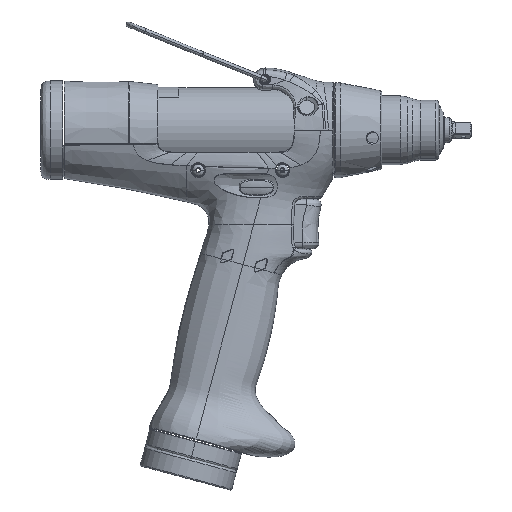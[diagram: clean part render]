
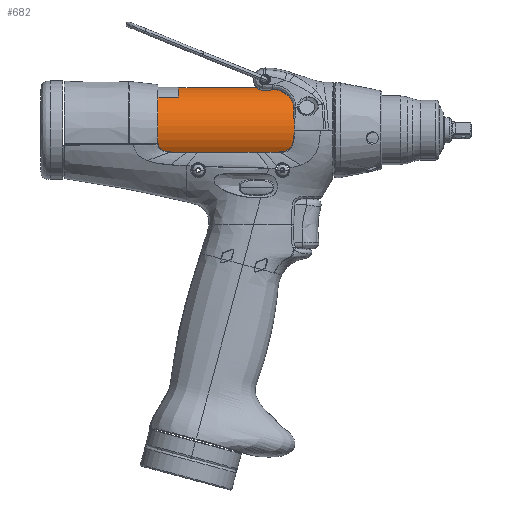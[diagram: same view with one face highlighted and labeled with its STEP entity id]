
A CAD part, top view. The second image highlights one B-rep face of the part: STEP entity #682.
In plain terms, the highlighted cylindrical face has radius 20.229 mm (diameter 40.457 mm), a partial arc.
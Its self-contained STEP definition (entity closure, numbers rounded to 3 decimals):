
#580=DIRECTION('',(1.,0.,0.));
#581=VECTOR('',#580,66.03);
#582=CARTESIAN_POINT('',(-91.53,20.229,0.));
#583=LINE('',#582,#581);
#589=CARTESIAN_POINT('',(-91.03,-16.184,12.136));
#590=CARTESIAN_POINT('',(-91.098,-16.184,12.136));
#591=CARTESIAN_POINT('',(-91.224,-16.167,12.158));
#592=CARTESIAN_POINT('',(-91.393,-16.101,12.245));
#593=CARTESIAN_POINT('',(-91.503,-15.998,12.38));
#594=CARTESIAN_POINT('',(-91.53,-15.919,12.481));
#595=CARTESIAN_POINT('',(-91.53,-15.876,12.535));
#597=CARTESIAN_POINT('',(-91.53,0.,0.));
#598=DIRECTION('',(-1.,0.,0.));
#599=DIRECTION('',(0.,-0.785,0.62));
#600=AXIS2_PLACEMENT_3D('',#597,#598,#599);
#602=CARTESIAN_POINT('',(-25.5,0.,0.));
#603=DIRECTION('',(1.,0.,0.));
#604=DIRECTION('',(0.,1.,0.));
#605=AXIS2_PLACEMENT_3D('',#602,#603,#604);
#607=CARTESIAN_POINT('',(-25.5,-15.876,12.535));
#608=CARTESIAN_POINT('',(-25.5,-15.919,12.481));
#609=CARTESIAN_POINT('',(-25.527,-15.998,12.38));
#610=CARTESIAN_POINT('',(-25.637,-16.101,12.245));
#611=CARTESIAN_POINT('',(-25.806,-16.167,12.158));
#612=CARTESIAN_POINT('',(-25.932,-16.184,12.136));
#613=CARTESIAN_POINT('',(-26.,-16.184,12.136));
#615=DIRECTION('',(-1.,0.,0.));
#616=VECTOR('',#615,50.53);
#617=CARTESIAN_POINT('',(-26.,-16.184,12.136));
#618=LINE('',#617,#616);
#619=DIRECTION('',(-1.,0.,0.));
#620=VECTOR('',#619,14.5);
#621=CARTESIAN_POINT('',(-76.53,-16.184,12.136));
#622=LINE('',#621,#620);
#627=CARTESIAN_POINT('',(-25.5,20.229,0.));
#628=VERTEX_POINT('',#627);
#629=CARTESIAN_POINT('',(-91.53,20.229,0.));
#630=VERTEX_POINT('',#629);
#631=VERTEX_POINT('',#595);
#632=VERTEX_POINT('',#589);
#633=CARTESIAN_POINT('',(-25.5,-15.876,12.535));
#634=VERTEX_POINT('',#633);
#635=VERTEX_POINT('',#613);
#638=CARTESIAN_POINT('',(-76.53,-16.184,12.136));
#639=VERTEX_POINT('',#638);
#662=CARTESIAN_POINT('',(-91.53,0.,0.));
#663=DIRECTION('',(1.,0.,0.));
#664=DIRECTION('',(0.,1.,0.));
#665=AXIS2_PLACEMENT_3D('',#662,#663,#664);
#666=CYLINDRICAL_SURFACE('',#665,20.229);
#668=ORIENTED_EDGE('',*,*,#667,.T.);
#670=ORIENTED_EDGE('',*,*,#669,.T.);
#671=ORIENTED_EDGE('',*,*,#655,.T.);
#673=ORIENTED_EDGE('',*,*,#672,.T.);
#675=ORIENTED_EDGE('',*,*,#674,.T.);
#677=ORIENTED_EDGE('',*,*,#676,.T.);
#679=ORIENTED_EDGE('',*,*,#678,.T.);
#680=EDGE_LOOP('',(#668,#670,#671,#673,#675,#677,#679));
#681=FACE_OUTER_BOUND('',#680,.F.);
#682=ADVANCED_FACE('',(#681),#666,.T.);
#596=B_SPLINE_CURVE_WITH_KNOTS('',3,(#589,#590,#591,#592,#593,#594,#595),
.UNSPECIFIED.,.F.,.F.,(4,1,1,1,4),(0.,0.25,0.5,0.75,1.),
.UNSPECIFIED.);
#601=CIRCLE('',#600,20.229);
#606=CIRCLE('',#605,20.229);
#614=B_SPLINE_CURVE_WITH_KNOTS('',3,(#607,#608,#609,#610,#611,#612,#613),
.UNSPECIFIED.,.F.,.F.,(4,1,1,1,4),(0.,0.25,0.5,0.75,1.),
.UNSPECIFIED.);
#655=EDGE_CURVE('',#630,#628,#583,.T.);
#667=EDGE_CURVE('',#632,#631,#596,.T.);
#669=EDGE_CURVE('',#631,#630,#601,.T.);
#672=EDGE_CURVE('',#628,#634,#606,.T.);
#674=EDGE_CURVE('',#634,#635,#614,.T.);
#676=EDGE_CURVE('',#635,#639,#618,.T.);
#678=EDGE_CURVE('',#639,#632,#622,.T.);
